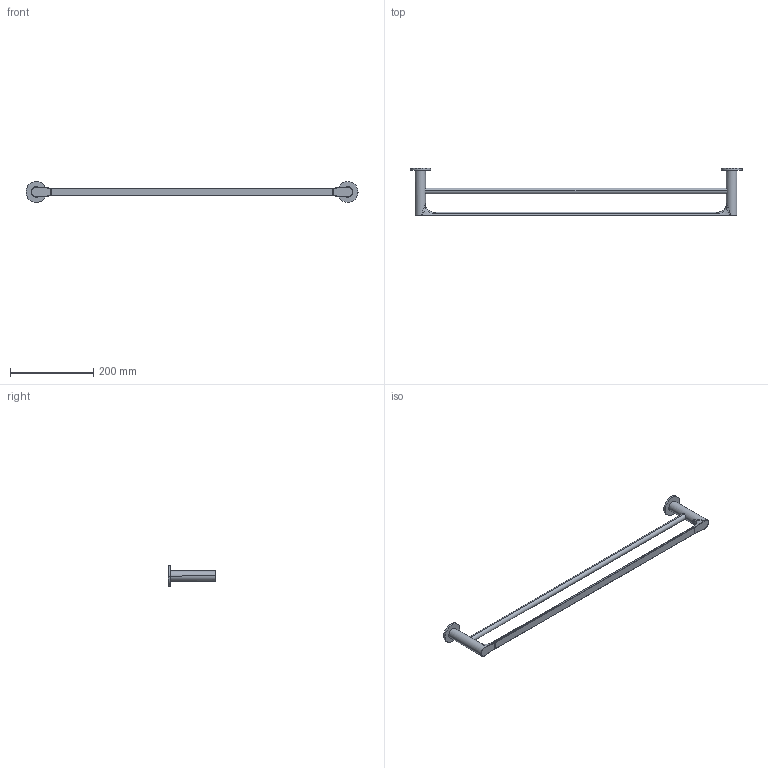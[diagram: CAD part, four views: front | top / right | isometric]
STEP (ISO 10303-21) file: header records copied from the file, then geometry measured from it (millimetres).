
FILE_DESCRIPTION(/* description */ (''),/* implementation_level */ '2;1');
FILE_NAME(/* name */ '228630200_9506622',/* time_stamp */ '2024-07-25T11:14:01+10:00',/* author */ (''),/* organization */ (''),/* preprocessor_version */ 'ST-DEVELOPER v16.5',/* originating_system */ 'Rhino 7.23',/* authorisation */ '');
FILE_SCHEMA (('AUTOMOTIVE_DESIGN'));
Length unit declared in the file: millimetre
Products named in the file (1): Document
Bounding box: 800 x 115 x 49.92 mm (x, y, z)
Volume: 349037.5 mm3; surface area: 94268.6 mm2
Topology: 1 solids, 1 shells, 96 faces, 234 edges, 144 vertices
Faces by surface type: bspline 64, plane 22, cylinder 10
Entity records: 6017 total; most frequent: CARTESIAN_POINT 4544, ORIENTED_EDGE 468, EDGE_CURVE 234, B_SPLINE_CURVE_WITH_KNOTS 182, VERTEX_POINT 144, EDGE_LOOP 102, ADVANCED_FACE 96, FACE_OUTER_BOUND 96
